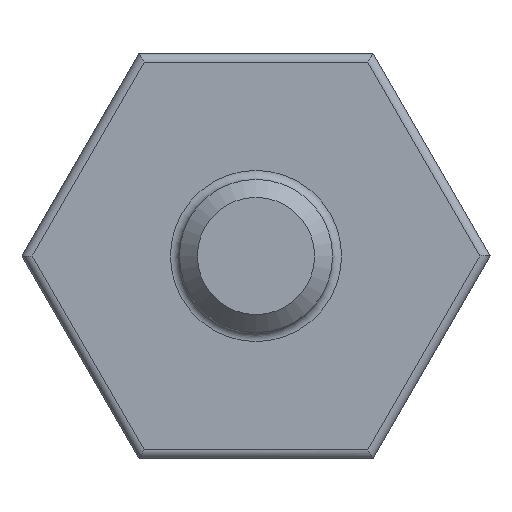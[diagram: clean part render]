
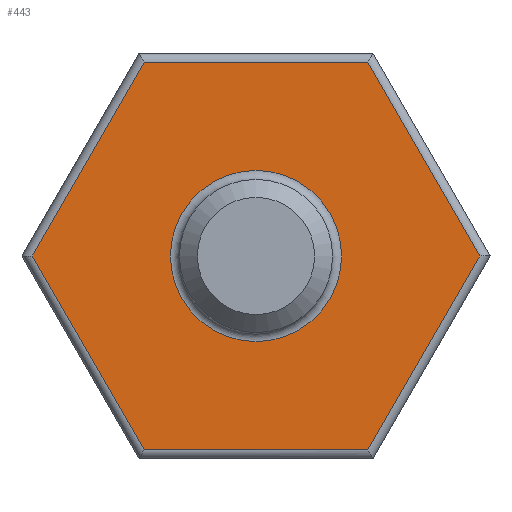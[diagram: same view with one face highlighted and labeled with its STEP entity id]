
A CAD part, left-side view. The second image highlights one B-rep face of the part: STEP entity #443.
In plain terms, the highlighted planar face has unit normal (-1, 0, 0).
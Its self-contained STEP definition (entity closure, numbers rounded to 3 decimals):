
#31=LINE('',#731,#65);
#32=LINE('',#733,#66);
#33=LINE('',#735,#67);
#34=LINE('',#737,#68);
#35=LINE('',#739,#69);
#36=LINE('',#740,#70);
#65=VECTOR('',#584,10.);
#66=VECTOR('',#585,10.);
#67=VECTOR('',#586,10.);
#68=VECTOR('',#587,10.);
#69=VECTOR('',#588,10.);
#70=VECTOR('',#589,10.);
#113=FACE_BOUND('',#164,.T.);
#116=PLANE('',#500);
#131=FACE_OUTER_BOUND('',#163,.T.);
#163=EDGE_LOOP('',(#330,#331,#332,#333,#334,#335));
#164=EDGE_LOOP('',(#336));
#199=CIRCLE('',#497,0.95);
#214=VERTEX_POINT('',#723);
#216=VERTEX_POINT('',#729);
#217=VERTEX_POINT('',#730);
#218=VERTEX_POINT('',#732);
#219=VERTEX_POINT('',#734);
#220=VERTEX_POINT('',#736);
#221=VERTEX_POINT('',#738);
#255=EDGE_CURVE('',#214,#214,#199,.T.);
#258=EDGE_CURVE('',#216,#217,#31,.T.);
#259=EDGE_CURVE('',#218,#216,#32,.T.);
#260=EDGE_CURVE('',#219,#218,#33,.T.);
#261=EDGE_CURVE('',#220,#219,#34,.T.);
#262=EDGE_CURVE('',#221,#220,#35,.T.);
#263=EDGE_CURVE('',#217,#221,#36,.T.);
#330=ORIENTED_EDGE('',*,*,#258,.F.);
#331=ORIENTED_EDGE('',*,*,#259,.F.);
#332=ORIENTED_EDGE('',*,*,#260,.F.);
#333=ORIENTED_EDGE('',*,*,#261,.F.);
#334=ORIENTED_EDGE('',*,*,#262,.F.);
#335=ORIENTED_EDGE('',*,*,#263,.F.);
#336=ORIENTED_EDGE('',*,*,#255,.F.);
#443=ADVANCED_FACE('',(#131,#113),#116,.T.);
#497=AXIS2_PLACEMENT_3D('',#724,#576,#577);
#500=AXIS2_PLACEMENT_3D('',#728,#582,#583);
#576=DIRECTION('center_axis',(-1.,0.,0.));
#577=DIRECTION('ref_axis',(0.,0.,1.));
#582=DIRECTION('center_axis',(-1.,0.,0.));
#583=DIRECTION('ref_axis',(0.,0.,1.));
#584=DIRECTION('',(0.,-1.,0.));
#585=DIRECTION('',(0.,-0.5,0.866));
#586=DIRECTION('',(0.,0.5,0.866));
#587=DIRECTION('',(0.,1.,0.));
#588=DIRECTION('',(0.,0.5,-0.866));
#589=DIRECTION('',(0.,-0.5,-0.866));
#723=CARTESIAN_POINT('',(20.,0.,186.967));
#724=CARTESIAN_POINT('Origin',(20.,0.,187.917));
#728=CARTESIAN_POINT('Origin',(20.,0.,188.867));
#729=CARTESIAN_POINT('',(20.,1.241,190.067));
#730=CARTESIAN_POINT('',(20.,-1.241,190.067));
#731=CARTESIAN_POINT('',(20.,-0.65,190.067));
#732=CARTESIAN_POINT('',(20.,2.483,187.917));
#733=CARTESIAN_POINT('',(20.,1.332,189.91));
#734=CARTESIAN_POINT('',(20.,1.241,185.767));
#735=CARTESIAN_POINT('',(20.,2.392,187.76));
#736=CARTESIAN_POINT('',(20.,-1.241,185.767));
#737=CARTESIAN_POINT('',(20.,0.65,185.767));
#738=CARTESIAN_POINT('',(20.,-2.483,187.917));
#739=CARTESIAN_POINT('',(20.,-1.743,186.635));
#740=CARTESIAN_POINT('',(20.,-1.981,188.785));
